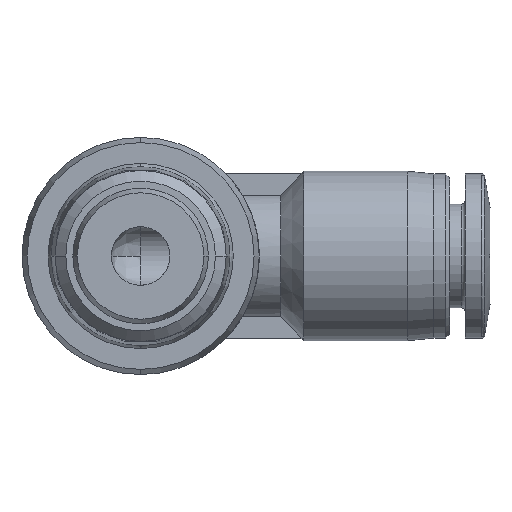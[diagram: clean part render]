
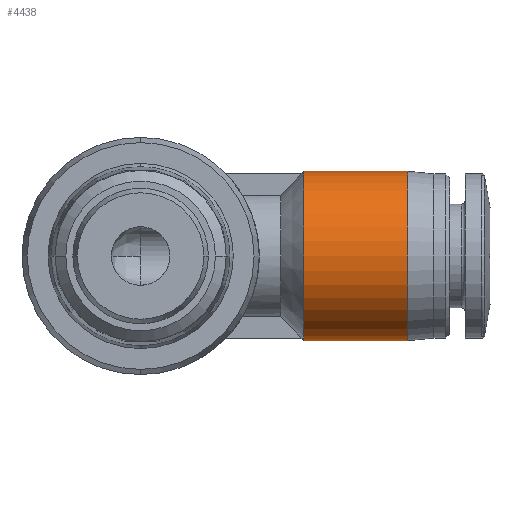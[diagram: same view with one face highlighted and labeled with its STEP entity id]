
A CAD part, front view. The second image highlights one B-rep face of the part: STEP entity #4438.
In plain terms, the highlighted cylindrical face has radius 6.5 mm (diameter 13 mm), a partial arc.
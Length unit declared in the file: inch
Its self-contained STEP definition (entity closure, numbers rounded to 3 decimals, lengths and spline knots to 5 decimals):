
#248 = CARTESIAN_POINT ( 'NONE',  ( 0.49213, 0.72441, -0.25591 ) ) ;
#304 = EDGE_CURVE ( 'NONE', #16996, #721, #11355, .T. ) ;
#415 = CARTESIAN_POINT ( 'NONE',  ( 0.64961, 0.72441, 0. ) ) ;
#721 = VERTEX_POINT ( 'NONE', #248 ) ;
#1049 = CIRCLE ( 'NONE', #6799, 0.25591 ) ;
#2027 = DIRECTION ( 'NONE',  ( -1., 0., 0. ) ) ;
#2950 = AXIS2_PLACEMENT_3D ( 'NONE', #11602, #2027, #13150 ) ;
#2976 = EDGE_CURVE ( 'NONE', #721, #7815, #1049, .T. ) ;
#3782 = DIRECTION ( 'NONE',  ( -1., 0., 0. ) ) ;
#4438 = ADVANCED_FACE ( 'NONE', ( #12147 ), #14317, .T. ) ;
#5289 = ORIENTED_EDGE ( 'NONE', *, *, #17718, .T. ) ;
#5764 = LINE ( 'NONE', #18035, #10040 ) ;
#6799 = AXIS2_PLACEMENT_3D ( 'NONE', #16528, #7148, #18123 ) ;
#7148 = DIRECTION ( 'NONE',  ( -1., 0., 0. ) ) ;
#7815 = VERTEX_POINT ( 'NONE', #11484 ) ;
#10040 = VECTOR ( 'NONE', #3782, 39.37008 ) ;
#10120 = DIRECTION ( 'NONE',  ( 0., 0., 1. ) ) ;
#10964 = ORIENTED_EDGE ( 'NONE', *, *, #304, .F. ) ;
#11355 = LINE ( 'NONE', #12755, #19146 ) ;
#11409 = CIRCLE ( 'NONE', #2950, 0.25591 ) ;
#11484 = CARTESIAN_POINT ( 'NONE',  ( 0.49213, 0.72441, 0.25591 ) ) ;
#11602 = CARTESIAN_POINT ( 'NONE',  ( 0.80709, 0.72441, 0. ) ) ;
#11616 = DIRECTION ( 'NONE',  ( -1., 0., 0. ) ) ;
#12147 = FACE_OUTER_BOUND ( 'NONE', #17062, .T. ) ;
#12186 = EDGE_CURVE ( 'NONE', #16996, #12504, #11409, .T. ) ;
#12504 = VERTEX_POINT ( 'NONE', #14097 ) ;
#12755 = CARTESIAN_POINT ( 'NONE',  ( 0.64961, 0.72441, -0.25591 ) ) ;
#13150 = DIRECTION ( 'NONE',  ( 0., 0., 1. ) ) ;
#13561 = DIRECTION ( 'NONE',  ( -1., 0., 0. ) ) ;
#13725 = ORIENTED_EDGE ( 'NONE', *, *, #12186, .T. ) ;
#14097 = CARTESIAN_POINT ( 'NONE',  ( 0.80709, 0.72441, 0.25591 ) ) ;
#14317 = CYLINDRICAL_SURFACE ( 'NONE', #19043, 0.25591 ) ;
#16528 = CARTESIAN_POINT ( 'NONE',  ( 0.49213, 0.72441, 0. ) ) ;
#16996 = VERTEX_POINT ( 'NONE', #17517 ) ;
#17062 = EDGE_LOOP ( 'NONE', ( #10964, #13725, #5289, #20086 ) ) ;
#17517 = CARTESIAN_POINT ( 'NONE',  ( 0.80709, 0.72441, -0.25591 ) ) ;
#17718 = EDGE_CURVE ( 'NONE', #12504, #7815, #5764, .T. ) ;
#18035 = CARTESIAN_POINT ( 'NONE',  ( 0.64961, 0.72441, 0.25591 ) ) ;
#18123 = DIRECTION ( 'NONE',  ( 0., -1., 0. ) ) ;
#19043 = AXIS2_PLACEMENT_3D ( 'NONE', #415, #11616, #10120 ) ;
#19146 = VECTOR ( 'NONE', #13561, 39.37008 ) ;
#20086 = ORIENTED_EDGE ( 'NONE', *, *, #2976, .F. ) ;
